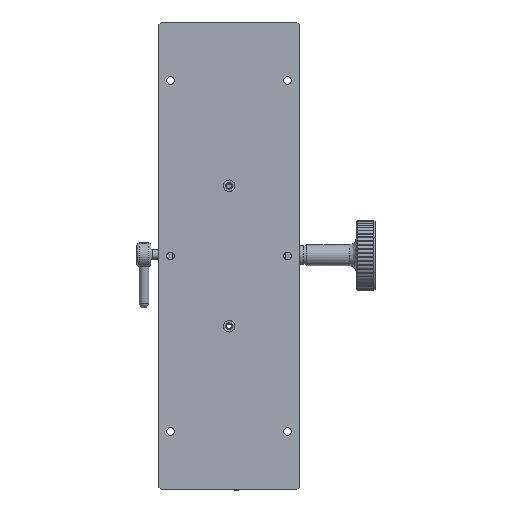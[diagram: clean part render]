
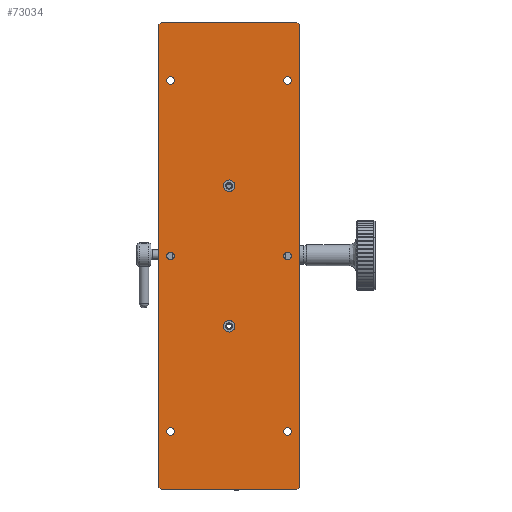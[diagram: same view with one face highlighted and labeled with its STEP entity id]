
A CAD part, front view. The second image highlights one B-rep face of the part: STEP entity #73034.
In plain terms, the highlighted planar face has unit normal (0, -1, 0).
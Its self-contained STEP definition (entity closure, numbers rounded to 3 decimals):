
#36 = CARTESIAN_POINT ( 'NONE',  ( 37.852, 57.103, 188.823 ) ) ;
#527 = DIRECTION ( 'NONE',  ( -1., 0., 0. ) ) ;
#1551 = VECTOR ( 'NONE', #59752, 1000. ) ;
#2559 = VERTEX_POINT ( 'NONE', #33764 ) ;
#2637 = AXIS2_PLACEMENT_3D ( 'NONE', #37513, #100397, #30347 ) ;
#3177 = AXIS2_PLACEMENT_3D ( 'NONE', #46439, #54138, #45435 ) ;
#4435 = EDGE_CURVE ( 'NONE', #56364, #56364, #19447, .T. ) ;
#5628 = EDGE_CURVE ( 'NONE', #52624, #51512, #100135, .T. ) ;
#6083 = LINE ( 'NONE', #90995, #74302 ) ;
#7710 = VERTEX_POINT ( 'NONE', #36 ) ;
#9737 = DIRECTION ( 'NONE',  ( -1., 0., 0. ) ) ;
#10322 = ORIENTED_EDGE ( 'NONE', *, *, #86511, .F. ) ;
#10329 = CARTESIAN_POINT ( 'NONE',  ( 35.502, 57.103, 213.823 ) ) ;
#10366 = DIRECTION ( 'NONE',  ( -0.707, 0., -0.707 ) ) ;
#10422 = EDGE_CURVE ( 'NONE', #84397, #35026, #65661, .T. ) ;
#10822 = AXIS2_PLACEMENT_3D ( 'NONE', #30987, #62151, #52489 ) ;
#10926 = ORIENTED_EDGE ( 'NONE', *, *, #5628, .F. ) ;
#11399 = VECTOR ( 'NONE', #83563, 1000. ) ;
#12703 = EDGE_LOOP ( 'NONE', ( #10322 ) ) ;
#12775 = VERTEX_POINT ( 'NONE', #42926 ) ;
#13816 = LINE ( 'NONE', #37316, #65260 ) ;
#15185 = ORIENTED_EDGE ( 'NONE', *, *, #44497, .F. ) ;
#16311 = EDGE_LOOP ( 'NONE', ( #44945, #59721, #92804, #67742, #85819, #67270, #34528, #10926 ) ) ;
#18414 = VERTEX_POINT ( 'NONE', #24988 ) ;
#18424 = CARTESIAN_POINT ( 'NONE',  ( 67.002, 57.103, 83.823 ) ) ;
#19435 = EDGE_LOOP ( 'NONE', ( #54565 ) ) ;
#19447 = CIRCLE ( 'NONE', #76600, 1.65 ) ;
#20662 = DIRECTION ( 'NONE',  ( -0.707, 0., -0.707 ) ) ;
#21129 = DIRECTION ( 'NONE',  ( -1., 0., 0. ) ) ;
#21313 = PLANE ( 'NONE',  #10822 ) ;
#23567 = VERTEX_POINT ( 'NONE', #85940 ) ;
#24988 = CARTESIAN_POINT ( 'NONE',  ( 94.502, 57.103, 212.823 ) ) ;
#25501 = CIRCLE ( 'NONE', #2637, 2.5 ) ;
#26894 = EDGE_LOOP ( 'NONE', ( #90785 ) ) ;
#27726 = CIRCLE ( 'NONE', #3177, 2.5 ) ;
#28722 = CARTESIAN_POINT ( 'NONE',  ( 87.852, 57.103, 113.823 ) ) ;
#29824 = CARTESIAN_POINT ( 'NONE',  ( 35.502, 57.103, 213.823 ) ) ;
#30051 = ORIENTED_EDGE ( 'NONE', *, *, #33988, .F. ) ;
#30287 = DIRECTION ( 'NONE',  ( 0., -1., 0. ) ) ;
#30347 = DIRECTION ( 'NONE',  ( 1., 0., 0. ) ) ;
#30987 = CARTESIAN_POINT ( 'NONE',  ( 94.502, 57.103, 213.823 ) ) ;
#32242 = DIRECTION ( 'NONE',  ( 0., -1., 0. ) ) ;
#33764 = CARTESIAN_POINT ( 'NONE',  ( 67.002, 57.103, 143.823 ) ) ;
#33988 = EDGE_CURVE ( 'NONE', #65539, #65539, #43697, .T. ) ;
#34528 = ORIENTED_EDGE ( 'NONE', *, *, #55108, .F. ) ;
#34955 = DIRECTION ( 'NONE',  ( -0.707, 0., 0.707 ) ) ;
#35026 = VERTEX_POINT ( 'NONE', #45009 ) ;
#35884 = CIRCLE ( 'NONE', #63664, 1.65 ) ;
#37316 = CARTESIAN_POINT ( 'NONE',  ( 94.502, 57.103, 213.823 ) ) ;
#37513 = CARTESIAN_POINT ( 'NONE',  ( 64.502, 57.103, 143.823 ) ) ;
#37783 = DIRECTION ( 'NONE',  ( 1., 0., 0. ) ) ;
#38633 = FACE_BOUND ( 'NONE', #90805, .T. ) ;
#40024 = CARTESIAN_POINT ( 'NONE',  ( 94.502, 57.103, 14.823 ) ) ;
#40106 = DIRECTION ( 'NONE',  ( -0.707, 0., 0.707 ) ) ;
#40587 = VECTOR ( 'NONE', #40106, 1000. ) ;
#42926 = CARTESIAN_POINT ( 'NONE',  ( 87.852, 57.103, 38.823 ) ) ;
#43334 = EDGE_CURVE ( 'NONE', #18414, #91305, #13816, .T. ) ;
#43697 = CIRCLE ( 'NONE', #46961, 1.65 ) ;
#44497 = EDGE_CURVE ( 'NONE', #23567, #23567, #73452, .T. ) ;
#44700 = DIRECTION ( 'NONE',  ( 0., -1., 0. ) ) ;
#44945 = ORIENTED_EDGE ( 'NONE', *, *, #90369, .F. ) ;
#45009 = CARTESIAN_POINT ( 'NONE',  ( 34.502, 57.103, 212.823 ) ) ;
#45435 = DIRECTION ( 'NONE',  ( 1., 0., 0. ) ) ;
#45817 = EDGE_CURVE ( 'NONE', #7710, #7710, #35884, .T. ) ;
#46297 = FACE_BOUND ( 'NONE', #19435, .T. ) ;
#46439 = CARTESIAN_POINT ( 'NONE',  ( 64.502, 57.103, 83.823 ) ) ;
#46961 = AXIS2_PLACEMENT_3D ( 'NONE', #68209, #44700, #52391 ) ;
#47734 = ORIENTED_EDGE ( 'NONE', *, *, #87549, .F. ) ;
#48223 = CIRCLE ( 'NONE', #51463, 1.65 ) ;
#48447 = VERTEX_POINT ( 'NONE', #89555 ) ;
#48879 = VERTEX_POINT ( 'NONE', #10329 ) ;
#50320 = CARTESIAN_POINT ( 'NONE',  ( 34.502, 57.103, 213.823 ) ) ;
#51463 = AXIS2_PLACEMENT_3D ( 'NONE', #65430, #81296, #9737 ) ;
#51512 = VERTEX_POINT ( 'NONE', #93195 ) ;
#51528 = DIRECTION ( 'NONE',  ( -1., 0., 0. ) ) ;
#52391 = DIRECTION ( 'NONE',  ( -1., 0., 0. ) ) ;
#52489 = DIRECTION ( 'NONE',  ( -1., 0., 0. ) ) ;
#52624 = VERTEX_POINT ( 'NONE', #90955 ) ;
#54105 = CARTESIAN_POINT ( 'NONE',  ( 94.502, 57.103, 13.823 ) ) ;
#54138 = DIRECTION ( 'NONE',  ( 0., -1., 0. ) ) ;
#54565 = ORIENTED_EDGE ( 'NONE', *, *, #62302, .F. ) ;
#55108 = EDGE_CURVE ( 'NONE', #51512, #84397, #61623, .T. ) ;
#56364 = VERTEX_POINT ( 'NONE', #86557 ) ;
#56870 = EDGE_CURVE ( 'NONE', #48879, #35026, #99883, .T. ) ;
#58011 = AXIS2_PLACEMENT_3D ( 'NONE', #68179, #32242, #527 ) ;
#58335 = DIRECTION ( 'NONE',  ( -1., 0., 0. ) ) ;
#59721 = ORIENTED_EDGE ( 'NONE', *, *, #43334, .F. ) ;
#59752 = DIRECTION ( 'NONE',  ( -1., 0., 0. ) ) ;
#60566 = EDGE_LOOP ( 'NONE', ( #47734 ) ) ;
#61623 = LINE ( 'NONE', #85162, #40587 ) ;
#61648 = FACE_BOUND ( 'NONE', #26894, .T. ) ;
#61826 = DIRECTION ( 'NONE',  ( 0., 0., -1. ) ) ;
#61842 = VECTOR ( 'NONE', #20662, 1000. ) ;
#62151 = DIRECTION ( 'NONE',  ( 0., 1., 0. ) ) ;
#62302 = EDGE_CURVE ( 'NONE', #71611, #71611, #27726, .T. ) ;
#63244 = LINE ( 'NONE', #79112, #74553 ) ;
#63578 = AXIS2_PLACEMENT_3D ( 'NONE', #74037, #98582, #51528 ) ;
#63664 = AXIS2_PLACEMENT_3D ( 'NONE', #64002, #88544, #58335 ) ;
#64002 = CARTESIAN_POINT ( 'NONE',  ( 39.502, 57.103, 188.823 ) ) ;
#64552 = LINE ( 'NONE', #40024, #92422 ) ;
#65260 = VECTOR ( 'NONE', #61826, 1000. ) ;
#65430 = CARTESIAN_POINT ( 'NONE',  ( 89.502, 57.103, 38.823 ) ) ;
#65539 = VERTEX_POINT ( 'NONE', #28722 ) ;
#65661 = LINE ( 'NONE', #50320, #11399 ) ;
#66707 = EDGE_LOOP ( 'NONE', ( #93909 ) ) ;
#67270 = ORIENTED_EDGE ( 'NONE', *, *, #10422, .F. ) ;
#67742 = ORIENTED_EDGE ( 'NONE', *, *, #88309, .F. ) ;
#68179 = CARTESIAN_POINT ( 'NONE',  ( 39.502, 57.103, 113.823 ) ) ;
#68209 = CARTESIAN_POINT ( 'NONE',  ( 89.502, 57.103, 113.823 ) ) ;
#69830 = FACE_BOUND ( 'NONE', #60566, .T. ) ;
#71611 = VERTEX_POINT ( 'NONE', #18424 ) ;
#73034 = ADVANCED_FACE ( 'NONE', ( #101028, #61648, #46297, #78009, #77513, #38633, #69830, #91357, #85675 ), #21313, .F. ) ;
#73452 = CIRCLE ( 'NONE', #63578, 1.65 ) ;
#74037 = CARTESIAN_POINT ( 'NONE',  ( 39.502, 57.103, 38.823 ) ) ;
#74187 = EDGE_CURVE ( 'NONE', #2559, #2559, #25501, .T. ) ;
#74302 = VECTOR ( 'NONE', #37783, 1000. ) ;
#74396 = EDGE_LOOP ( 'NONE', ( #15185 ) ) ;
#74553 = VECTOR ( 'NONE', #34955, 1000. ) ;
#74776 = EDGE_CURVE ( 'NONE', #18414, #48447, #63244, .T. ) ;
#76331 = CARTESIAN_POINT ( 'NONE',  ( 89.502, 57.103, 188.823 ) ) ;
#76600 = AXIS2_PLACEMENT_3D ( 'NONE', #76331, #30287, #21129 ) ;
#77513 = FACE_BOUND ( 'NONE', #66707, .T. ) ;
#78009 = FACE_BOUND ( 'NONE', #80721, .T. ) ;
#79112 = CARTESIAN_POINT ( 'NONE',  ( 93.502, 57.103, 213.823 ) ) ;
#80721 = EDGE_LOOP ( 'NONE', ( #82136 ) ) ;
#81296 = DIRECTION ( 'NONE',  ( 0., -1., 0. ) ) ;
#82136 = ORIENTED_EDGE ( 'NONE', *, *, #45817, .F. ) ;
#83563 = DIRECTION ( 'NONE',  ( 0., 0., 1. ) ) ;
#84397 = VERTEX_POINT ( 'NONE', #99599 ) ;
#85162 = CARTESIAN_POINT ( 'NONE',  ( 34.502, 57.103, 14.823 ) ) ;
#85675 = FACE_BOUND ( 'NONE', #12703, .T. ) ;
#85819 = ORIENTED_EDGE ( 'NONE', *, *, #56870, .T. ) ;
#85940 = CARTESIAN_POINT ( 'NONE',  ( 37.852, 57.103, 38.823 ) ) ;
#86126 = CARTESIAN_POINT ( 'NONE',  ( 94.502, 57.103, 14.823 ) ) ;
#86511 = EDGE_CURVE ( 'NONE', #90496, #90496, #89047, .T. ) ;
#86557 = CARTESIAN_POINT ( 'NONE',  ( 87.852, 57.103, 188.823 ) ) ;
#87549 = EDGE_CURVE ( 'NONE', #12775, #12775, #48223, .T. ) ;
#88309 = EDGE_CURVE ( 'NONE', #48879, #48447, #6083, .T. ) ;
#88544 = DIRECTION ( 'NONE',  ( 0., -1., 0. ) ) ;
#89047 = CIRCLE ( 'NONE', #58011, 1.65 ) ;
#89463 = CARTESIAN_POINT ( 'NONE',  ( 37.852, 57.103, 113.823 ) ) ;
#89555 = CARTESIAN_POINT ( 'NONE',  ( 93.502, 57.103, 213.823 ) ) ;
#90369 = EDGE_CURVE ( 'NONE', #91305, #52624, #64552, .T. ) ;
#90496 = VERTEX_POINT ( 'NONE', #89463 ) ;
#90785 = ORIENTED_EDGE ( 'NONE', *, *, #74187, .F. ) ;
#90805 = EDGE_LOOP ( 'NONE', ( #30051 ) ) ;
#90955 = CARTESIAN_POINT ( 'NONE',  ( 93.502, 57.103, 13.823 ) ) ;
#90995 = CARTESIAN_POINT ( 'NONE',  ( 94.502, 57.103, 213.823 ) ) ;
#91305 = VERTEX_POINT ( 'NONE', #86126 ) ;
#91357 = FACE_BOUND ( 'NONE', #74396, .T. ) ;
#92422 = VECTOR ( 'NONE', #10366, 1000. ) ;
#92804 = ORIENTED_EDGE ( 'NONE', *, *, #74776, .T. ) ;
#93195 = CARTESIAN_POINT ( 'NONE',  ( 35.502, 57.103, 13.823 ) ) ;
#93909 = ORIENTED_EDGE ( 'NONE', *, *, #4435, .F. ) ;
#98582 = DIRECTION ( 'NONE',  ( 0., -1., 0. ) ) ;
#99599 = CARTESIAN_POINT ( 'NONE',  ( 34.502, 57.103, 14.823 ) ) ;
#99883 = LINE ( 'NONE', #29824, #61842 ) ;
#100135 = LINE ( 'NONE', #54105, #1551 ) ;
#100397 = DIRECTION ( 'NONE',  ( 0., -1., 0. ) ) ;
#101028 = FACE_OUTER_BOUND ( 'NONE', #16311, .T. ) ;
